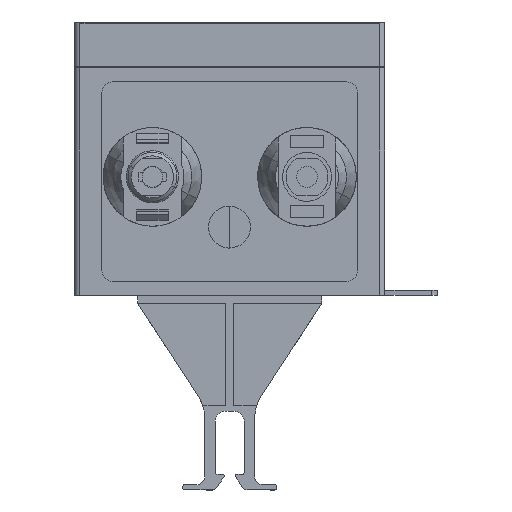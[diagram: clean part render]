
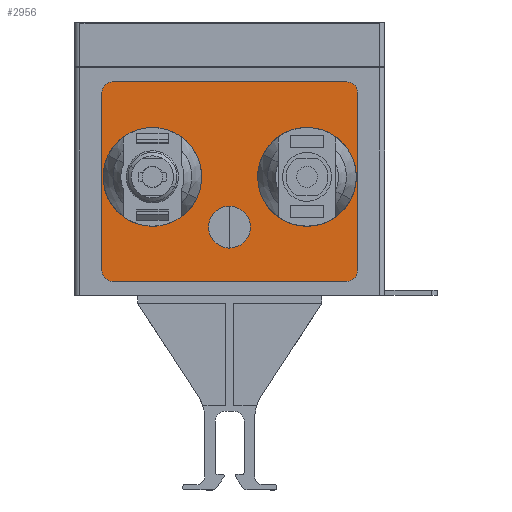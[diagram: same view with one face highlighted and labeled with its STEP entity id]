
A CAD part, front view. The second image highlights one B-rep face of the part: STEP entity #2956.
In plain terms, the highlighted planar face has unit normal (0, -1, 0).
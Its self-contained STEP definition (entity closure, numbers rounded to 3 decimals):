
#2425=AXIS2_PLACEMENT_3D('Circle Axis2P3D',#2423,#2424,$) ;
#2477=AXIS2_PLACEMENT_3D('Circle Axis2P3D',#2475,#2476,$) ;
#2522=AXIS2_PLACEMENT_3D('Circle Axis2P3D',#2520,#2521,$) ;
#2567=AXIS2_PLACEMENT_3D('Circle Axis2P3D',#2565,#2566,$) ;
#2866=AXIS2_PLACEMENT_3D('Plane Axis2P3D',#2863,#2864,#2865) ;
#2889=AXIS2_PLACEMENT_3D('Circle Axis2P3D',#2887,#2888,$) ;
#2903=AXIS2_PLACEMENT_3D('Circle Axis2P3D',#2901,#2902,$) ;
#2910=AXIS2_PLACEMENT_3D('Circle Axis2P3D',#2908,#2909,$) ;
#2922=AXIS2_PLACEMENT_3D('Circle Axis2P3D',#2920,#2921,$) ;
#2931=AXIS2_PLACEMENT_3D('Circle Axis2P3D',#2929,#2930,$) ;
#2940=AXIS2_PLACEMENT_3D('Circle Axis2P3D',#2938,#2939,$) ;
#2949=AXIS2_PLACEMENT_3D('Circle Axis2P3D',#2947,#2948,$) ;
#2420=CARTESIAN_POINT('Vertex',(5.2,197.,75.6)) ;
#2423=CARTESIAN_POINT('Axis2P3D Location',(7.2,197.,75.6)) ;
#2427=CARTESIAN_POINT('Vertex',(7.2,197.,77.6)) ;
#2447=CARTESIAN_POINT('Vertex',(5.2,197.,41.7)) ;
#2450=CARTESIAN_POINT('Line Origine',(5.2,197.,58.65)) ;
#2472=CARTESIAN_POINT('Vertex',(7.2,197.,39.7)) ;
#2475=CARTESIAN_POINT('Axis2P3D Location',(7.2,197.,41.7)) ;
#2492=CARTESIAN_POINT('Vertex',(51.8,197.,39.7)) ;
#2495=CARTESIAN_POINT('Line Origine',(29.5,197.,39.7)) ;
#2517=CARTESIAN_POINT('Vertex',(53.8,197.,41.7)) ;
#2520=CARTESIAN_POINT('Axis2P3D Location',(51.8,197.,41.7)) ;
#2537=CARTESIAN_POINT('Vertex',(53.8,197.,75.6)) ;
#2540=CARTESIAN_POINT('Line Origine',(53.8,197.,58.65)) ;
#2562=CARTESIAN_POINT('Vertex',(51.8,197.,77.6)) ;
#2565=CARTESIAN_POINT('Axis2P3D Location',(51.8,197.,75.6)) ;
#2578=CARTESIAN_POINT('Line Origine',(29.5,197.,77.6)) ;
#2863=CARTESIAN_POINT('Axis2P3D Location',(29.5,197.,60.1)) ;
#2878=CARTESIAN_POINT('Line Origine',(29.5,197.,53.975)) ;
#2882=CARTESIAN_POINT('Vertex',(29.5,197.,54.)) ;
#2884=CARTESIAN_POINT('Vertex',(29.5,197.,53.95)) ;
#2887=CARTESIAN_POINT('Axis2P3D Location',(29.5,197.,50.)) ;
#2891=CARTESIAN_POINT('Vertex',(29.5,197.,46.05)) ;
#2894=CARTESIAN_POINT('Line Origine',(29.5,197.,46.025)) ;
#2898=CARTESIAN_POINT('Vertex',(29.5,197.,46.)) ;
#2901=CARTESIAN_POINT('Axis2P3D Location',(29.5,197.,50.)) ;
#2905=CARTESIAN_POINT('Vertex',(25.5,197.,50.)) ;
#2908=CARTESIAN_POINT('Axis2P3D Location',(29.5,197.,50.)) ;
#2920=CARTESIAN_POINT('Axis2P3D Location',(14.8,197.,59.55)) ;
#2924=CARTESIAN_POINT('Vertex',(17.85,197.,59.55)) ;
#2926=CARTESIAN_POINT('Vertex',(11.75,197.,59.55)) ;
#2929=CARTESIAN_POINT('Axis2P3D Location',(14.8,197.,59.55)) ;
#2938=CARTESIAN_POINT('Axis2P3D Location',(44.2,197.,59.55)) ;
#2942=CARTESIAN_POINT('Vertex',(41.15,197.,59.55)) ;
#2944=CARTESIAN_POINT('Vertex',(47.25,197.,59.55)) ;
#2947=CARTESIAN_POINT('Axis2P3D Location',(44.2,197.,59.55)) ;
#2424=DIRECTION('Axis2P3D Direction',(0.,-1.,0.)) ;
#2451=DIRECTION('Vector Direction',(0.,0.,-1.)) ;
#2476=DIRECTION('Axis2P3D Direction',(0.,-1.,0.)) ;
#2496=DIRECTION('Vector Direction',(1.,0.,0.)) ;
#2521=DIRECTION('Axis2P3D Direction',(0.,-1.,0.)) ;
#2541=DIRECTION('Vector Direction',(0.,0.,1.)) ;
#2566=DIRECTION('Axis2P3D Direction',(0.,-1.,0.)) ;
#2579=DIRECTION('Vector Direction',(-1.,0.,0.)) ;
#2864=DIRECTION('Axis2P3D Direction',(0.,-1.,0.)) ;
#2865=DIRECTION('Axis2P3D XDirection',(1.,0.,0.)) ;
#2879=DIRECTION('Vector Direction',(0.,0.,-1.)) ;
#2888=DIRECTION('Axis2P3D Direction',(0.,-1.,0.)) ;
#2895=DIRECTION('Vector Direction',(0.,0.,-1.)) ;
#2902=DIRECTION('Axis2P3D Direction',(0.,-1.,0.)) ;
#2909=DIRECTION('Axis2P3D Direction',(0.,-1.,0.)) ;
#2921=DIRECTION('Axis2P3D Direction',(0.,-1.,0.)) ;
#2930=DIRECTION('Axis2P3D Direction',(0.,-1.,0.)) ;
#2939=DIRECTION('Axis2P3D Direction',(0.,-1.,0.)) ;
#2948=DIRECTION('Axis2P3D Direction',(0.,-1.,0.)) ;
#2452=VECTOR('Line Direction',#2451,1.) ;
#2497=VECTOR('Line Direction',#2496,1.) ;
#2542=VECTOR('Line Direction',#2541,1.) ;
#2580=VECTOR('Line Direction',#2579,1.) ;
#2880=VECTOR('Line Direction',#2879,1.) ;
#2896=VECTOR('Line Direction',#2895,1.) ;
#2869=ORIENTED_EDGE('',*,*,#2479,.T.) ;
#2870=ORIENTED_EDGE('',*,*,#2499,.T.) ;
#2871=ORIENTED_EDGE('',*,*,#2524,.T.) ;
#2872=ORIENTED_EDGE('',*,*,#2544,.T.) ;
#2873=ORIENTED_EDGE('',*,*,#2569,.T.) ;
#2874=ORIENTED_EDGE('',*,*,#2582,.T.) ;
#2875=ORIENTED_EDGE('',*,*,#2429,.T.) ;
#2876=ORIENTED_EDGE('',*,*,#2454,.T.) ;
#2914=ORIENTED_EDGE('',*,*,#2886,.T.) ;
#2915=ORIENTED_EDGE('',*,*,#2893,.F.) ;
#2916=ORIENTED_EDGE('',*,*,#2900,.T.) ;
#2917=ORIENTED_EDGE('',*,*,#2907,.F.) ;
#2918=ORIENTED_EDGE('',*,*,#2912,.F.) ;
#2935=ORIENTED_EDGE('',*,*,#2928,.F.) ;
#2936=ORIENTED_EDGE('',*,*,#2933,.F.) ;
#2953=ORIENTED_EDGE('',*,*,#2946,.F.) ;
#2954=ORIENTED_EDGE('',*,*,#2951,.F.) ;
#2919=FACE_BOUND('',#2913,.T.) ;
#2937=FACE_BOUND('',#2934,.T.) ;
#2955=FACE_BOUND('',#2952,.T.) ;
#2956=ADVANCED_FACE('PV',(#2877,#2919,#2937,#2955),#2867,.T.) ;
#2426=CIRCLE('generated circle',#2425,2.) ;
#2478=CIRCLE('generated circle',#2477,2.) ;
#2523=CIRCLE('generated circle',#2522,2.) ;
#2568=CIRCLE('generated circle',#2567,2.) ;
#2890=CIRCLE('generated circle',#2889,3.95) ;
#2904=CIRCLE('generated circle',#2903,4.) ;
#2911=CIRCLE('generated circle',#2910,4.) ;
#2923=CIRCLE('generated circle',#2922,3.05) ;
#2932=CIRCLE('generated circle',#2931,3.05) ;
#2941=CIRCLE('generated circle',#2940,3.05) ;
#2950=CIRCLE('generated circle',#2949,3.05) ;
#2429=EDGE_CURVE('',#2428,#2421,#2426,.T.) ;
#2454=EDGE_CURVE('',#2421,#2448,#2453,.T.) ;
#2479=EDGE_CURVE('',#2448,#2473,#2478,.T.) ;
#2499=EDGE_CURVE('',#2473,#2493,#2498,.T.) ;
#2524=EDGE_CURVE('',#2493,#2518,#2523,.T.) ;
#2544=EDGE_CURVE('',#2518,#2538,#2543,.T.) ;
#2569=EDGE_CURVE('',#2538,#2563,#2568,.T.) ;
#2582=EDGE_CURVE('',#2563,#2428,#2581,.T.) ;
#2886=EDGE_CURVE('',#2883,#2885,#2881,.T.) ;
#2893=EDGE_CURVE('',#2892,#2885,#2890,.T.) ;
#2900=EDGE_CURVE('',#2892,#2899,#2897,.T.) ;
#2907=EDGE_CURVE('',#2906,#2899,#2904,.T.) ;
#2912=EDGE_CURVE('',#2883,#2906,#2911,.T.) ;
#2928=EDGE_CURVE('',#2925,#2927,#2923,.T.) ;
#2933=EDGE_CURVE('',#2927,#2925,#2932,.T.) ;
#2946=EDGE_CURVE('',#2943,#2945,#2941,.T.) ;
#2951=EDGE_CURVE('',#2945,#2943,#2950,.T.) ;
#2868=EDGE_LOOP('',(#2869,#2870,#2871,#2872,#2873,#2874,#2875,#2876)) ;
#2913=EDGE_LOOP('',(#2914,#2915,#2916,#2917,#2918)) ;
#2934=EDGE_LOOP('',(#2935,#2936)) ;
#2952=EDGE_LOOP('',(#2953,#2954)) ;
#2877=FACE_OUTER_BOUND('',#2868,.T.) ;
#2453=LINE('Line',#2450,#2452) ;
#2498=LINE('Line',#2495,#2497) ;
#2543=LINE('Line',#2540,#2542) ;
#2581=LINE('Line',#2578,#2580) ;
#2881=LINE('Line',#2878,#2880) ;
#2897=LINE('Line',#2894,#2896) ;
#2867=PLANE('',#2866) ;
#2421=VERTEX_POINT('',#2420) ;
#2428=VERTEX_POINT('',#2427) ;
#2448=VERTEX_POINT('',#2447) ;
#2473=VERTEX_POINT('',#2472) ;
#2493=VERTEX_POINT('',#2492) ;
#2518=VERTEX_POINT('',#2517) ;
#2538=VERTEX_POINT('',#2537) ;
#2563=VERTEX_POINT('',#2562) ;
#2883=VERTEX_POINT('',#2882) ;
#2885=VERTEX_POINT('',#2884) ;
#2892=VERTEX_POINT('',#2891) ;
#2899=VERTEX_POINT('',#2898) ;
#2906=VERTEX_POINT('',#2905) ;
#2925=VERTEX_POINT('',#2924) ;
#2927=VERTEX_POINT('',#2926) ;
#2943=VERTEX_POINT('',#2942) ;
#2945=VERTEX_POINT('',#2944) ;
